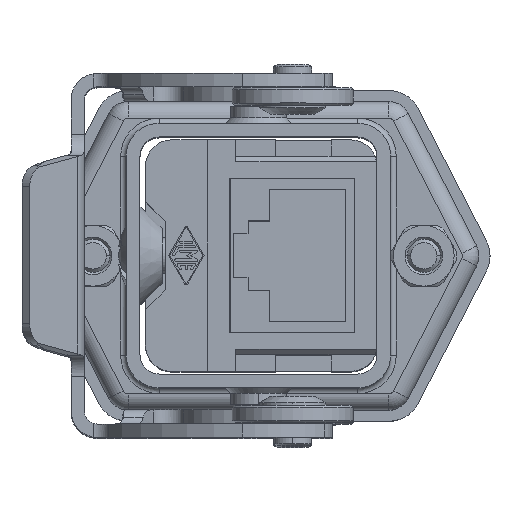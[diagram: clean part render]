
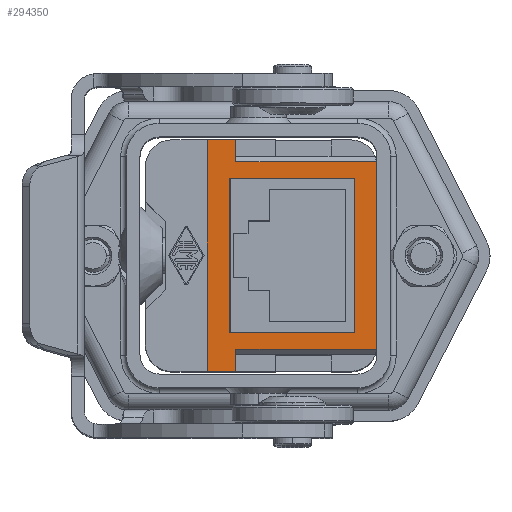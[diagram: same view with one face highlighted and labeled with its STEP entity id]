
A CAD part, top view. The second image highlights one B-rep face of the part: STEP entity #294350.
In plain terms, the highlighted planar face has unit normal (0, 0, 1).
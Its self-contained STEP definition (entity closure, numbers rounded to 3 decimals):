
#95480=CARTESIAN_POINT('',(10.75,-8.1,5.));
#95490=VERTEX_POINT('',#95480);
#95520=CARTESIAN_POINT('',(10.75,0.,5.));
#95530=DIRECTION('',(0.,-1.,0.));
#95540=VECTOR('',#95530,1.);
#95550=LINE('',#95520,#95540);
#95560=CARTESIAN_POINT('',(10.75,8.1,5.));
#95570=VERTEX_POINT('',#95560);
#95580=EDGE_CURVE('',#95570,#95490,#95550,.T.);
#267030=CARTESIAN_POINT('',(10.716,-8.5,
5.));
#267040=VERTEX_POINT('',#267030);
#267070=CARTESIAN_POINT('',(8.35,-8.1,5.));
#267080=DIRECTION('',(0.,0.,1.));
#267090=DIRECTION('',(0.,-1.,0.));
#267100=AXIS2_PLACEMENT_3D('',#267070,#267080,#267090);
#267110=CIRCLE('',#267100,2.4);
#267120=EDGE_CURVE('',#267040,#95490,#267110,.T.);
#286520=CARTESIAN_POINT('',(-4.65,-10.5,5.));
#286530=VERTEX_POINT('',#286520);
#286560=CARTESIAN_POINT('',(-62.605,-10.5,5.));
#286570=DIRECTION('',(1.,0.,0.));
#286580=VECTOR('',#286570,1.);
#286590=LINE('',#286560,#286580);
#286600=CARTESIAN_POINT('',(-2.05,-10.5,5.));
#286610=VERTEX_POINT('',#286600);
#286620=EDGE_CURVE('',#286530,#286610,#286590,.T.);
#291080=CARTESIAN_POINT('',(-2.05,10.5,5.));
#291090=VERTEX_POINT('',#291080);
#291120=CARTESIAN_POINT('',(-62.605,10.5,5.));
#291130=DIRECTION('',(-1.,0.,0.));
#291140=VECTOR('',#291130,1.);
#291150=LINE('',#291120,#291140);
#291160=CARTESIAN_POINT('',(-4.65,10.5,5.));
#291170=VERTEX_POINT('',#291160);
#291180=EDGE_CURVE('',#291090,#291170,#291150,.T.);
#293260=CARTESIAN_POINT('',(-2.05,8.5,
5.));
#293270=VERTEX_POINT('',#293260);
#293300=CARTESIAN_POINT('',(-2.05,-34.297,
5.));
#293310=DIRECTION('',(0.,-1.,0.));
#293320=VECTOR('',#293310,1.);
#293330=LINE('',#293300,#293320);
#293340=EDGE_CURVE('',#291090,#293270,#293330,.T.);
#293540=CARTESIAN_POINT('',(-2.591,8.641,
5.));
#293550=DIRECTION('',(-0.,0.,1.));
#293560=DIRECTION('',(0.,-1.,0.));
#293570=AXIS2_PLACEMENT_3D('',#293540,#293550,#293560);
#293580=PLANE('',#293570);
#293590=CARTESIAN_POINT('',(8.35,8.1,5.));
#293600=DIRECTION('',(0.,0.,-1.));
#293610=DIRECTION('',(0.,1.,0.));
#293620=AXIS2_PLACEMENT_3D('',#293590,#293600,#293610);
#293630=CIRCLE('',#293620,2.4);
#293640=CARTESIAN_POINT('',(10.716,8.5,
5.));
#293650=VERTEX_POINT('',#293640);
#293660=EDGE_CURVE('',#293650,#95570,#293630,.T.);
#293670=ORIENTED_EDGE('',*,*,#293660,.F.);
#293680=ORIENTED_EDGE('',*,*,#95580,.F.);
#293690=ORIENTED_EDGE('',*,*,#267120,.T.);
#293700=CARTESIAN_POINT('',(4.262,-8.5,
5.));
#293710=DIRECTION('',(-1.,0.,0.));
#293720=VECTOR('',#293710,1.);
#293730=LINE('',#293700,#293720);
#293740=CARTESIAN_POINT('',(-2.05,-8.5,
5.));
#293750=VERTEX_POINT('',#293740);
#293760=EDGE_CURVE('',#267040,#293750,#293730,.T.);
#293770=ORIENTED_EDGE('',*,*,#293760,.F.);
#293780=CARTESIAN_POINT('',(-2.05,-34.297,
5.));
#293790=DIRECTION('',(0.,1.,0.));
#293800=VECTOR('',#293790,1.);
#293810=LINE('',#293780,#293800);
#293820=EDGE_CURVE('',#286610,#293750,#293810,.T.);
#293830=ORIENTED_EDGE('',*,*,#293820,.T.);
#293840=ORIENTED_EDGE('',*,*,#286620,.T.);
#293850=CARTESIAN_POINT('',(-4.65,-34.297,
5.));
#293860=DIRECTION('',(0.,1.,0.));
#293870=VECTOR('',#293860,1.);
#293880=LINE('',#293850,#293870);
#293890=EDGE_CURVE('',#286530,#291170,#293880,.T.);
#293900=ORIENTED_EDGE('',*,*,#293890,.F.);
#293910=ORIENTED_EDGE('',*,*,#291180,.T.);
#293920=ORIENTED_EDGE('',*,*,#293340,.F.);
#293930=CARTESIAN_POINT('',(4.262,8.5,
5.));
#293940=DIRECTION('',(-1.,0.,0.));
#293950=VECTOR('',#293940,1.);
#293960=LINE('',#293930,#293950);
#293970=EDGE_CURVE('',#293650,#293270,#293960,.T.);
#293980=ORIENTED_EDGE('',*,*,#293970,.T.);
#293990=EDGE_LOOP('',(#293980,#293920,#293910,#293900,#293840,#293830,
#293770,#293690,#293680,#293670));
#294000=FACE_OUTER_BOUND('',#293990,.T.);
#294010=CARTESIAN_POINT('',(8.75,-34.297,5.
));
#294020=DIRECTION('',(0.,1.,0.));
#294030=VECTOR('',#294020,1.);
#294040=LINE('',#294010,#294030);
#294050=CARTESIAN_POINT('',(8.75,-7.,5.));
#294060=VERTEX_POINT('',#294050);
#294070=CARTESIAN_POINT('',(8.75,7.,5.));
#294080=VERTEX_POINT('',#294070);
#294090=EDGE_CURVE('',#294060,#294080,#294040,.T.);
#294100=ORIENTED_EDGE('',*,*,#294090,.F.);
#294110=CARTESIAN_POINT('',(-62.605,7.,5.));
#294120=DIRECTION('',(-1.,0.,0.));
#294130=VECTOR('',#294120,1.);
#294140=LINE('',#294110,#294130);
#294150=CARTESIAN_POINT('',(-2.65,7.,5.));
#294160=VERTEX_POINT('',#294150);
#294170=EDGE_CURVE('',#294080,#294160,#294140,.T.);
#294180=ORIENTED_EDGE('',*,*,#294170,.F.);
#294190=CARTESIAN_POINT('',(-2.65,-34.297,5.));
#294200=DIRECTION('',(0.,-1.,0.));
#294210=VECTOR('',#294200,1.);
#294220=LINE('',#294190,#294210);
#294230=CARTESIAN_POINT('',(-2.65,-7.,5.));
#294240=VERTEX_POINT('',#294230);
#294250=EDGE_CURVE('',#294160,#294240,#294220,.T.);
#294260=ORIENTED_EDGE('',*,*,#294250,.F.);
#294270=CARTESIAN_POINT('',(-62.605,-7.,5.));
#294280=DIRECTION('',(1.,0.,0.));
#294290=VECTOR('',#294280,1.);
#294300=LINE('',#294270,#294290);
#294310=EDGE_CURVE('',#294240,#294060,#294300,.T.);
#294320=ORIENTED_EDGE('',*,*,#294310,.F.);
#294330=EDGE_LOOP('',(#294320,#294260,#294180,#294100));
#294340=FACE_BOUND('',#294330,.T.);
#294350=ADVANCED_FACE('',(#294000,#294340),#293580,.T.);
